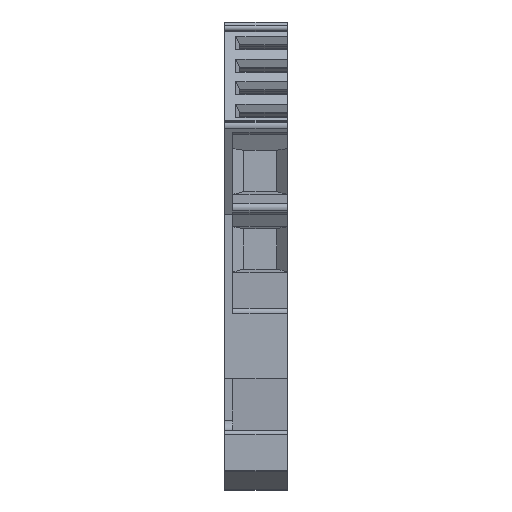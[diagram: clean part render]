
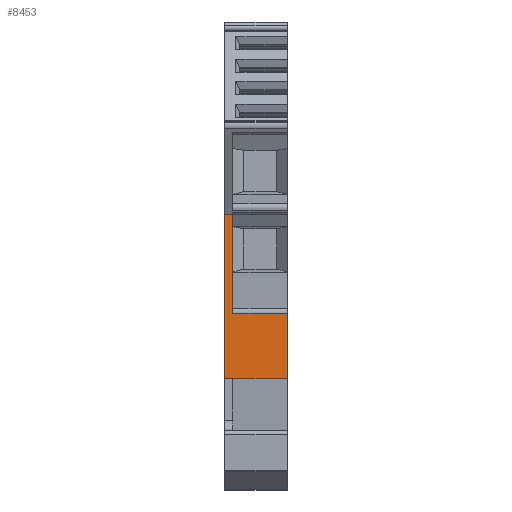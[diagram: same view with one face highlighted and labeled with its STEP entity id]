
A CAD part, top view. The second image highlights one B-rep face of the part: STEP entity #8453.
In plain terms, the highlighted planar face has unit normal (0, 0, 1).
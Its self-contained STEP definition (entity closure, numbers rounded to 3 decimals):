
#150=DIRECTION('',(0.,1.,0.));
#151=VECTOR('',#150,6.366);
#152=CARTESIAN_POINT('',(0.,4.95,28.5));
#153=LINE('',#152,#151);
#1225=DIRECTION('',(0.,1.,0.));
#1226=VECTOR('',#1225,15.94);
#1227=CARTESIAN_POINT('',(-6.1,4.95,28.5));
#1228=LINE('',#1227,#1226);
#2860=DIRECTION('',(-1.,0.,0.));
#2861=VECTOR('',#2860,0.8);
#2862=CARTESIAN_POINT('',(-5.3,20.89,28.5));
#2863=LINE('',#2862,#2861);
#3061=DIRECTION('',(-1.,0.,0.));
#3062=VECTOR('',#3061,5.3);
#3063=CARTESIAN_POINT('',(0.,11.316,28.5));
#3064=LINE('',#3063,#3062);
#3069=DIRECTION('',(1.,0.,0.));
#3070=VECTOR('',#3069,6.1);
#3071=CARTESIAN_POINT('',(-6.1,4.95,28.5));
#3072=LINE('',#3071,#3070);
#3297=DIRECTION('',(0.,1.,0.));
#3298=VECTOR('',#3297,9.573);
#3299=CARTESIAN_POINT('',(-5.3,11.316,28.5));
#3300=LINE('',#3299,#3298);
#3441=CARTESIAN_POINT('',(0.,4.95,28.5));
#3442=VERTEX_POINT('',#3441);
#3443=CARTESIAN_POINT('',(-6.1,4.95,28.5));
#3444=VERTEX_POINT('',#3443);
#3637=CARTESIAN_POINT('',(-6.1,20.89,28.5));
#3638=VERTEX_POINT('',#3637);
#3779=CARTESIAN_POINT('',(-5.3,20.89,28.5));
#3780=VERTEX_POINT('',#3779);
#3867=CARTESIAN_POINT('',(0.,11.316,28.5));
#3868=VERTEX_POINT('',#3867);
#3869=CARTESIAN_POINT('',(-5.3,11.316,28.5));
#3870=VERTEX_POINT('',#3869);
#8438=CARTESIAN_POINT('',(0.,-5.95,28.5));
#8439=DIRECTION('',(0.,0.,-1.));
#8440=DIRECTION('',(0.,1.,0.));
#8441=AXIS2_PLACEMENT_3D('',#8438,#8439,#8440);
#8442=PLANE('',#8441);
#8443=ORIENTED_EDGE('',*,*,#8431,.F.);
#8444=ORIENTED_EDGE('',*,*,#4416,.F.);
#8446=ORIENTED_EDGE('',*,*,#8445,.F.);
#8447=ORIENTED_EDGE('',*,*,#5270,.T.);
#8448=ORIENTED_EDGE('',*,*,#8073,.F.);
#8450=ORIENTED_EDGE('',*,*,#8449,.F.);
#8451=EDGE_LOOP('',(#8443,#8444,#8446,#8447,#8448,#8450));
#8452=FACE_OUTER_BOUND('',#8451,.F.);
#8453=ADVANCED_FACE('',(#8452),#8442,.F.);
#4416=EDGE_CURVE('',#3442,#3868,#153,.T.);
#5270=EDGE_CURVE('',#3444,#3638,#1228,.T.);
#8073=EDGE_CURVE('',#3780,#3638,#2863,.T.);
#8431=EDGE_CURVE('',#3868,#3870,#3064,.T.);
#8445=EDGE_CURVE('',#3444,#3442,#3072,.T.);
#8449=EDGE_CURVE('',#3870,#3780,#3300,.T.);
